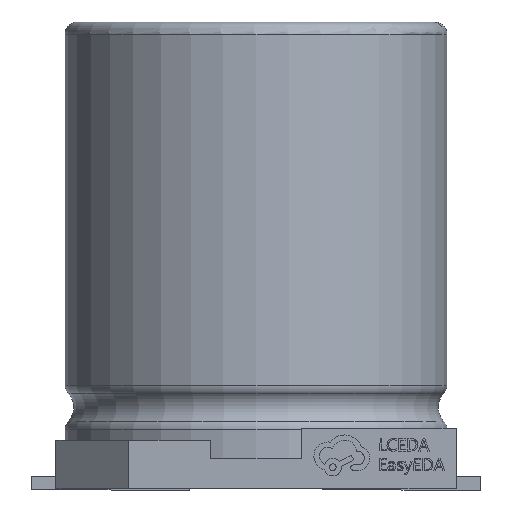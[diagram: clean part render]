
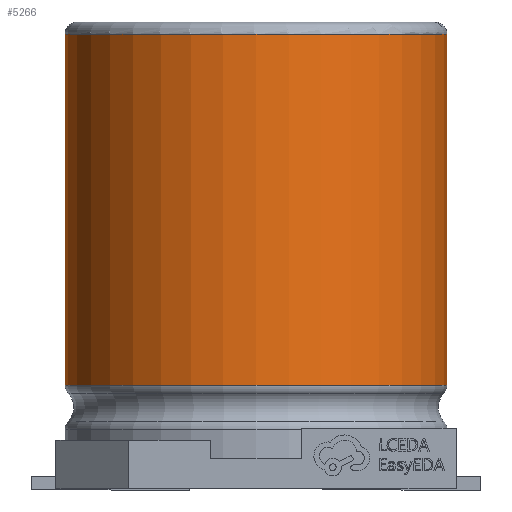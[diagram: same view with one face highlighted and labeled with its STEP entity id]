
A CAD part, front view. The second image highlights one B-rep face of the part: STEP entity #5266.
In plain terms, the highlighted cylindrical face has radius 3.15 mm (diameter 6.3 mm), a full revolution.
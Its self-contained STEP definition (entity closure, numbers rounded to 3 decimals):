
#509=LINE('',#7021,#1048);
#1048=VECTOR('',#5899,3.15);
#1587=CYLINDRICAL_SURFACE('',#5576,3.15);
#1598=FACE_OUTER_BOUND('',#1876,.T.);
#1876=EDGE_LOOP('',(#3482,#3483,#3484,#3485,#3486));
#2178=CIRCLE('',#5567,3.15);
#2179=CIRCLE('',#5568,3.15);
#2184=CIRCLE('',#5575,3.15);
#2202=VERTEX_POINT('',#7006);
#2203=VERTEX_POINT('',#7008);
#2205=VERTEX_POINT('',#7017);
#2707=EDGE_CURVE('',#2203,#2202,#2178,.T.);
#2708=EDGE_CURVE('',#2202,#2203,#2179,.T.);
#2713=EDGE_CURVE('',#2205,#2205,#2184,.T.);
#2714=EDGE_CURVE('',#2205,#2203,#509,.T.);
#3482=ORIENTED_EDGE('',*,*,#2713,.T.);
#3483=ORIENTED_EDGE('',*,*,#2714,.T.);
#3484=ORIENTED_EDGE('',*,*,#2707,.T.);
#3485=ORIENTED_EDGE('',*,*,#2708,.T.);
#3486=ORIENTED_EDGE('',*,*,#2714,.F.);
#5266=ADVANCED_FACE('',(#1598),#1587,.T.);
#5567=AXIS2_PLACEMENT_3D('',#7009,#5879,#5880);
#5568=AXIS2_PLACEMENT_3D('',#7010,#5881,#5882);
#5575=AXIS2_PLACEMENT_3D('',#7019,#5895,#5896);
#5576=AXIS2_PLACEMENT_3D('',#7020,#5897,#5898);
#5879=DIRECTION('center_axis',(0.,0.,-1.));
#5880=DIRECTION('ref_axis',(-1.,0.,0.));
#5881=DIRECTION('center_axis',(0.,0.,-1.));
#5882=DIRECTION('ref_axis',(-1.,0.,0.));
#5895=DIRECTION('center_axis',(0.,0.,1.));
#5896=DIRECTION('ref_axis',(1.,0.,0.));
#5897=DIRECTION('center_axis',(0.,0.,-1.));
#5898=DIRECTION('ref_axis',(1.,0.,0.));
#5899=DIRECTION('',(0.,0.,1.));
#7006=CARTESIAN_POINT('',(3.15,0.,7.52));
#7008=CARTESIAN_POINT('',(-3.15,0.,7.52));
#7009=CARTESIAN_POINT('Origin',(0.,0.,
7.52));
#7010=CARTESIAN_POINT('Origin',(0.,0.,
7.52));
#7017=CARTESIAN_POINT('',(-3.15,0.,1.727));
#7019=CARTESIAN_POINT('Origin',(0.,0.,
1.727));
#7020=CARTESIAN_POINT('Origin',(0.,0.,
24.33));
#7021=CARTESIAN_POINT('',(-3.15,0.,24.33));
